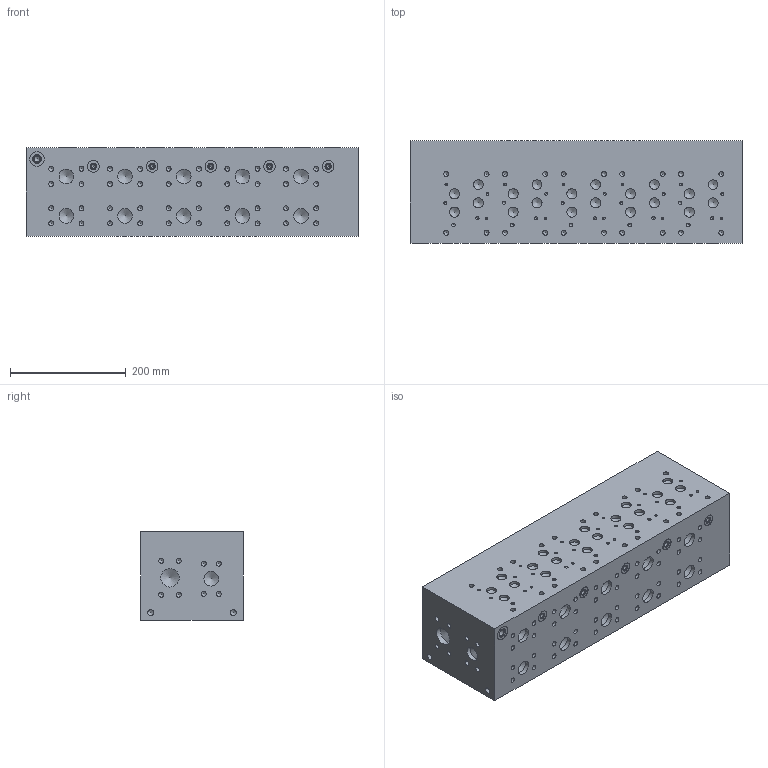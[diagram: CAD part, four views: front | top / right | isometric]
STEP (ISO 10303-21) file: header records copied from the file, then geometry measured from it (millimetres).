
FILE_DESCRIPTION((''),'2;1');
FILE_NAME('AD07HP054F_M1.stp','2013-09-19T09:05:22',('juliea'),(''),'Autodesk Inventor 2012','Autodesk Inventor 2012','');
FILE_SCHEMA(('AUTOMOTIVE_DESIGN { 1 0 10303 214 1 1 1 1 }'));
Length unit declared in the file: millimetre
Products named in the file (1): AD07HP054F_M1
Bounding box: 574.67 x 177.8 x 152.4 mm (x, y, z)
Volume: 15305128.9 mm3; surface area: 522787.6 mm2
Topology: 1 solids, 1 shells, 342 faces, 822 edges, 494 vertices
Faces by surface type: cylinder 168, cone 156, plane 18
Full cylindrical faces by diameter (mm): 4.369 x10, 5.004 x10, 5.563 x5, 6.35 x10, 8.509 x76, 9.042 x5, 9.525 x1, 10.312 x4, 11.1 x5, 12.522 x1, 15.799 x1, 16.662 x5, 17.475 x15, 19.99 x5, 24.994 x1, 25.4 x12, 31.75 x2
Entity records: 6902 total; most frequent: DIRECTION 1370, CARTESIAN_POINT 1035, ORIENTED_EDGE 696, AXIS2_PLACEMENT_3D 679, EDGE_LOOP 678, EDGE_CURVE 348, VERTEX_POINT 344, FACE_OUTER_BOUND 342
